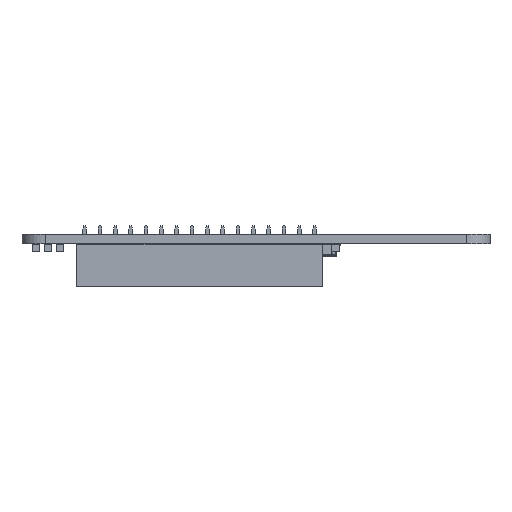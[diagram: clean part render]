
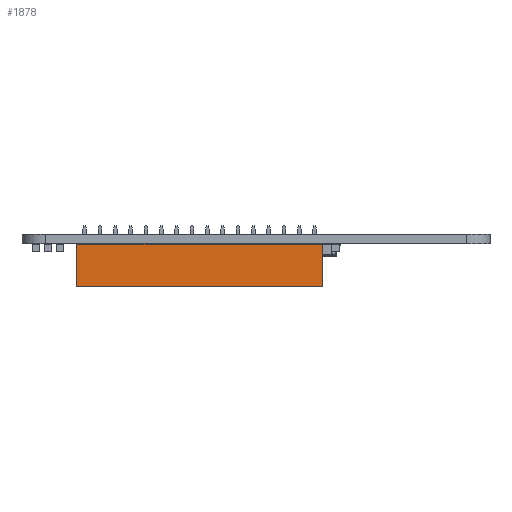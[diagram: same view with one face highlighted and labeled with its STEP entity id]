
A CAD part, front view. The second image highlights one B-rep face of the part: STEP entity #1878.
In plain terms, the highlighted face is planar.
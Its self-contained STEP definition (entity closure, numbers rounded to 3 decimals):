
#1878 = ADVANCED_FACE('',(#1879),#1913,.F.);
#1879 = FACE_BOUND('',#1880,.F.);
#1880 = EDGE_LOOP('',(#1881,#1891,#1899,#1907));
#1881 = ORIENTED_EDGE('',*,*,#1882,.T.);
#1882 = EDGE_CURVE('',#1883,#1885,#1887,.T.);
#1883 = VERTEX_POINT('',#1884);
#1884 = CARTESIAN_POINT('',(1.27,-39.37,0.));
#1885 = VERTEX_POINT('',#1886);
#1886 = CARTESIAN_POINT('',(1.27,-39.37,7.));
#1887 = LINE('',#1888,#1889);
#1888 = CARTESIAN_POINT('',(1.27,-39.37,0.));
#1889 = VECTOR('',#1890,1.);
#1890 = DIRECTION('',(0.,0.,1.));
#1891 = ORIENTED_EDGE('',*,*,#1892,.T.);
#1892 = EDGE_CURVE('',#1885,#1893,#1895,.T.);
#1893 = VERTEX_POINT('',#1894);
#1894 = CARTESIAN_POINT('',(1.27,1.27,7.));
#1895 = LINE('',#1896,#1897);
#1896 = CARTESIAN_POINT('',(1.27,-39.37,7.));
#1897 = VECTOR('',#1898,1.);
#1898 = DIRECTION('',(0.,1.,0.));
#1899 = ORIENTED_EDGE('',*,*,#1900,.F.);
#1900 = EDGE_CURVE('',#1901,#1893,#1903,.T.);
#1901 = VERTEX_POINT('',#1902);
#1902 = CARTESIAN_POINT('',(1.27,1.27,0.));
#1903 = LINE('',#1904,#1905);
#1904 = CARTESIAN_POINT('',(1.27,1.27,0.));
#1905 = VECTOR('',#1906,1.);
#1906 = DIRECTION('',(0.,0.,1.));
#1907 = ORIENTED_EDGE('',*,*,#1908,.F.);
#1908 = EDGE_CURVE('',#1883,#1901,#1909,.T.);
#1909 = LINE('',#1910,#1911);
#1910 = CARTESIAN_POINT('',(1.27,-39.37,0.));
#1911 = VECTOR('',#1912,1.);
#1912 = DIRECTION('',(0.,1.,0.));
#1913 = PLANE('',#1914);
#1914 = AXIS2_PLACEMENT_3D('',#1915,#1916,#1917);
#1915 = CARTESIAN_POINT('',(1.27,-39.37,0.));
#1916 = DIRECTION('',(-1.,0.,0.));
#1917 = DIRECTION('',(0.,1.,0.));
